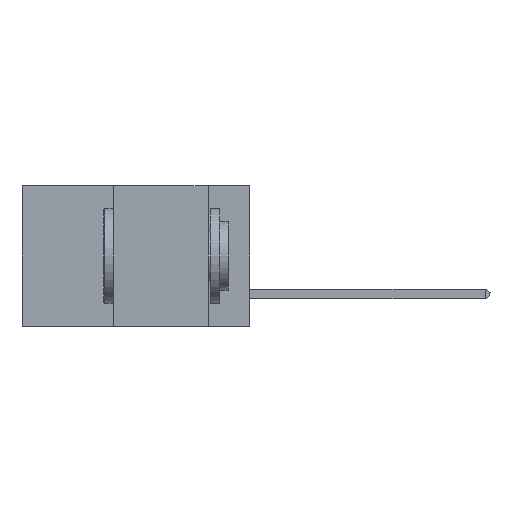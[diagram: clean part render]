
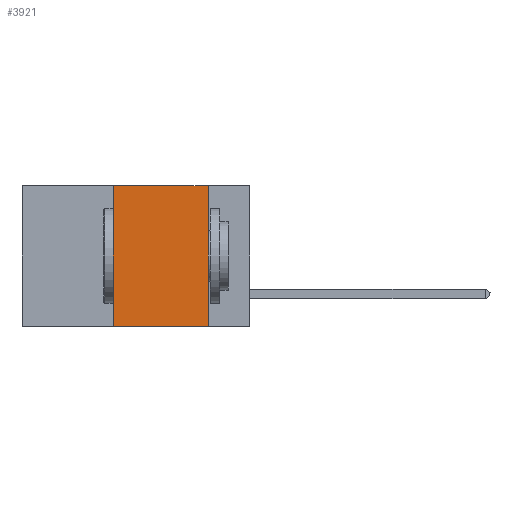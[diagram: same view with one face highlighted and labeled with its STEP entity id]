
A CAD part, left-side view. The second image highlights one B-rep face of the part: STEP entity #3921.
In plain terms, the highlighted planar face has unit normal (-1, 0, 0).
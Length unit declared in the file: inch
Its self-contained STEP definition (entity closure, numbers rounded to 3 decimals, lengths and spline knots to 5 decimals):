
#1365 = VERTEX_POINT ( 'NONE', #9956 ) ;
#3921 = ADVANCED_FACE ( 'NONE', ( #17765 ), #14058, .F. ) ;
#3964 = CARTESIAN_POINT ( 'NONE',  ( 0., 0.6, -0.37 ) ) ;
#6675 = AXIS2_PLACEMENT_3D ( 'NONE', #17776, #42303, #28987 ) ;
#9061 = CARTESIAN_POINT ( 'NONE',  ( 0., 0.11, -0.37 ) ) ;
#9410 = LINE ( 'NONE', #21761, #23660 ) ;
#9956 = CARTESIAN_POINT ( 'NONE',  ( 0., 0.36, -0.37 ) ) ;
#10876 = EDGE_CURVE ( 'NONE', #30631, #36746, #36037, .T. ) ;
#12898 = ORIENTED_EDGE ( 'NONE', *, *, #16445, .T. ) ;
#13407 = CARTESIAN_POINT ( 'NONE',  ( 0., 0.11, 0. ) ) ;
#14058 = PLANE ( 'NONE',  #6675 ) ;
#16445 = EDGE_CURVE ( 'NONE', #1365, #36746, #30291, .T. ) ;
#16939 = VECTOR ( 'NONE', #27325, 39.37008 ) ;
#17765 = FACE_OUTER_BOUND ( 'NONE', #22902, .T. ) ;
#17776 = CARTESIAN_POINT ( 'NONE',  ( 0., 0.6, 0. ) ) ;
#21761 = CARTESIAN_POINT ( 'NONE',  ( 0., 0.36, 0. ) ) ;
#22132 = CARTESIAN_POINT ( 'NONE',  ( 0., 0.6, 0. ) ) ;
#22387 = DIRECTION ( 'NONE',  ( 0., -1., 0. ) ) ;
#22630 = CARTESIAN_POINT ( 'NONE',  ( 0., 0.11, 0. ) ) ;
#22902 = EDGE_LOOP ( 'NONE', ( #42190, #28263, #26296, #12898 ) ) ;
#23660 = VECTOR ( 'NONE', #31925, 39.37008 ) ;
#24097 = DIRECTION ( 'NONE',  ( 0., -1., 0. ) ) ;
#25617 = EDGE_CURVE ( 'NONE', #41354, #30631, #40203, .T. ) ;
#26296 = ORIENTED_EDGE ( 'NONE', *, *, #38931, .F. ) ;
#27325 = DIRECTION ( 'NONE',  ( 0., 0., -1. ) ) ;
#28263 = ORIENTED_EDGE ( 'NONE', *, *, #25617, .F. ) ;
#28935 = CARTESIAN_POINT ( 'NONE',  ( 0., 0.36, 0. ) ) ;
#28987 = DIRECTION ( 'NONE',  ( 0., 0., -1. ) ) ;
#30291 = LINE ( 'NONE', #3964, #44080 ) ;
#30631 = VERTEX_POINT ( 'NONE', #22630 ) ;
#31925 = DIRECTION ( 'NONE',  ( 0., 0., 1. ) ) ;
#36037 = LINE ( 'NONE', #13407, #16939 ) ;
#36746 = VERTEX_POINT ( 'NONE', #9061 ) ;
#38931 = EDGE_CURVE ( 'NONE', #1365, #41354, #9410, .T. ) ;
#39085 = VECTOR ( 'NONE', #24097, 39.37008 ) ;
#40203 = LINE ( 'NONE', #22132, #39085 ) ;
#41354 = VERTEX_POINT ( 'NONE', #28935 ) ;
#42190 = ORIENTED_EDGE ( 'NONE', *, *, #10876, .F. ) ;
#42303 = DIRECTION ( 'NONE',  ( 1., 0., 0. ) ) ;
#44080 = VECTOR ( 'NONE', #22387, 39.37008 ) ;
